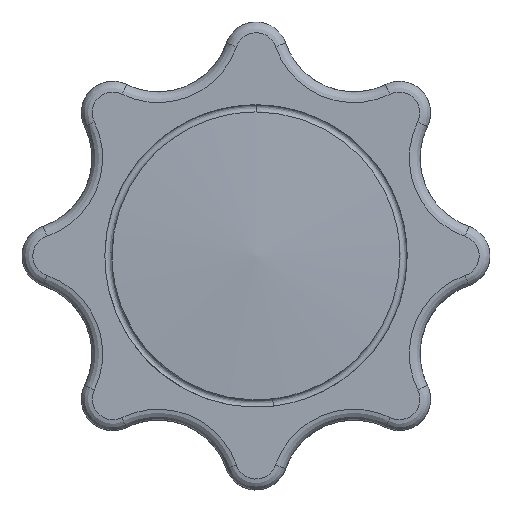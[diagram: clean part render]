
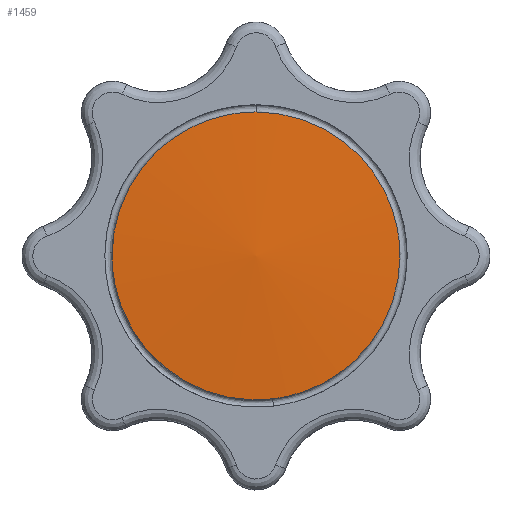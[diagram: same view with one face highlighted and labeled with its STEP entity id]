
A CAD part, top view. The second image highlights one B-rep face of the part: STEP entity #1459.
In plain terms, the highlighted free-form (B-spline) face has degree [2, 2] with [4, 4] control points.
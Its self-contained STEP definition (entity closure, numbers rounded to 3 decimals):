
#1234=CARTESIAN_POINT('',(2.309,-19.866,17.));
#1235=VERTEX_POINT('',#1234);
#1236=CARTESIAN_POINT('',(-20.0,0.0,17.0));
#1237=VERTEX_POINT('',#1236);
#1238=CARTESIAN_POINT('',(2.309,-19.866,17.));
#1239=CARTESIAN_POINT('',(1.159,-20.0,17.));
#1240=CARTESIAN_POINT('',(0.0,-20.0,17.0));
#1241=CARTESIAN_POINT('',(-20.,-20.,17.));
#1242=CARTESIAN_POINT('',(-20.0,0.0,17.0));
#1250=(BOUNDED_CURVE()B_SPLINE_CURVE(2,(#1238,#1239,#1240,#1241,#1242),.UNSPECIFIED.,.F.,.U.)B_SPLINE_CURVE_WITH_KNOTS((3,2,3),(0.73,0.75,1.0),.UNSPECIFIED.)CURVE()GEOMETRIC_REPRESENTATION_ITEM()RATIONAL_B_SPLINE_CURVE((0.957,0.977,1.0,0.707,1.0))REPRESENTATION_ITEM(''));
#1251=EDGE_CURVE('',#1235,#1237,#1250,.T.);
#1253=CARTESIAN_POINT('',(0.0,20.0,17.));
#1254=VERTEX_POINT('',#1253);
#1255=CARTESIAN_POINT('',(-20.0,0.0,17.0));
#1256=CARTESIAN_POINT('',(-20.0,20.,17.));
#1257=CARTESIAN_POINT('',(0.0,20.0,17.));
#1265=(BOUNDED_CURVE()B_SPLINE_CURVE(2,(#1255,#1256,#1257),.UNSPECIFIED.,.F.,.U.)B_SPLINE_CURVE_WITH_KNOTS((3,3),(0.0,0.25),.UNSPECIFIED.)CURVE()GEOMETRIC_REPRESENTATION_ITEM()RATIONAL_B_SPLINE_CURVE((1.0,0.707,1.0))REPRESENTATION_ITEM(''));
#1266=EDGE_CURVE('',#1237,#1254,#1265,.T.);
#1368=CARTESIAN_POINT('',(20.0,0.0,17.0));
#1369=VERTEX_POINT('',#1368);
#1370=CARTESIAN_POINT('',(20.0,0.0,17.0));
#1371=CARTESIAN_POINT('',(20.0,-17.81,17.));
#1372=CARTESIAN_POINT('',(2.309,-19.866,17.));
#1380=(BOUNDED_CURVE()B_SPLINE_CURVE(2,(#1370,#1371,#1372),.UNSPECIFIED.,.F.,.U.)B_SPLINE_CURVE_WITH_KNOTS((3,3),(0.5,0.73),.UNSPECIFIED.)CURVE()GEOMETRIC_REPRESENTATION_ITEM()RATIONAL_B_SPLINE_CURVE((1.0,0.731,0.957))REPRESENTATION_ITEM(''));
#1381=EDGE_CURVE('',#1369,#1235,#1380,.T.);
#1413=CARTESIAN_POINT('',(0.0,20.0,17.));
#1414=CARTESIAN_POINT('',(20.,20.,17.));
#1415=CARTESIAN_POINT('',(20.0,0.0,17.0));
#1423=(BOUNDED_CURVE()B_SPLINE_CURVE(2,(#1413,#1414,#1415),.UNSPECIFIED.,.F.,.U.)B_SPLINE_CURVE_WITH_KNOTS((3,3),(0.25,0.5),.UNSPECIFIED.)CURVE()GEOMETRIC_REPRESENTATION_ITEM()RATIONAL_B_SPLINE_CURVE((1.0,0.707,1.0))REPRESENTATION_ITEM(''));
#1424=EDGE_CURVE('',#1254,#1369,#1423,.T.);
#1429=CARTESIAN_POINT('',(-21.92,-21.92,15.589));
#1430=CARTESIAN_POINT('',(-10.993,-21.986,16.791));
#1431=CARTESIAN_POINT('',(10.993,-21.986,16.791));
#1432=CARTESIAN_POINT('',(21.92,-21.92,15.589));
#1433=CARTESIAN_POINT('',(-21.986,-10.993,16.791));
#1434=CARTESIAN_POINT('',(-11.026,-11.026,18.));
#1435=CARTESIAN_POINT('',(11.026,-11.026,18.));
#1436=CARTESIAN_POINT('',(21.986,-10.993,16.791));
#1437=CARTESIAN_POINT('',(-21.986,10.993,16.791));
#1438=CARTESIAN_POINT('',(-11.026,11.026,18.));
#1439=CARTESIAN_POINT('',(11.026,11.026,18.));
#1440=CARTESIAN_POINT('',(21.986,10.993,16.791));
#1441=CARTESIAN_POINT('',(-21.92,21.92,15.589));
#1442=CARTESIAN_POINT('',(-10.993,21.986,16.791));
#1443=CARTESIAN_POINT('',(10.993,21.986,16.791));
#1444=CARTESIAN_POINT('',(21.92,21.92,15.589));
#1452=(BOUNDED_SURFACE()B_SPLINE_SURFACE(2,2,((#1429,#1433,#1437,#1441),(#1430,#1434,#1438,#1442),(#1431,#1435,#1439,#1443),(#1432,#1436,#1440,#1444)),.UNSPECIFIED.,.F.,.F.,.U.)B_SPLINE_SURFACE_WITH_KNOTS((3,1,3),(3,1,3),(68.144,89.632,111.119),(68.144,89.632,111.119),.UNSPECIFIED.)GEOMETRIC_REPRESENTATION_ITEM()RATIONAL_B_SPLINE_SURFACE(((1.006,1.003,1.003,1.006),(1.003,1.0,1.0,1.003),(1.003,1.0,1.0,1.003),(1.006,1.003,1.003,1.006)))REPRESENTATION_ITEM('')SURFACE());
#1453=ORIENTED_EDGE('',*,*,#1251,.F.);
#1454=ORIENTED_EDGE('',*,*,#1381,.F.);
#1455=ORIENTED_EDGE('',*,*,#1424,.F.);
#1456=ORIENTED_EDGE('',*,*,#1266,.F.);
#1457=EDGE_LOOP('',(#1453,#1454,#1455,#1456));
#1458=FACE_OUTER_BOUND('',#1457,.T.);
#1459=ADVANCED_FACE('',(#1458),#1452,.T.);
